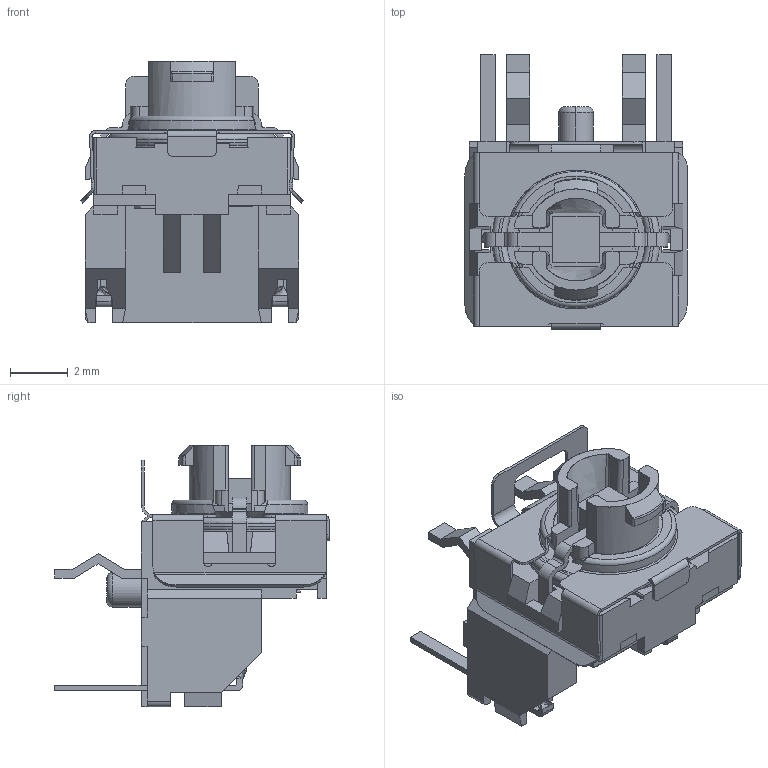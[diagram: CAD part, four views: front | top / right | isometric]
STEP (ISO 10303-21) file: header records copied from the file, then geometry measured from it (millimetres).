
FILE_DESCRIPTION(/* description */ ('TL6215RF200BNN'),/* implementation_level */ '2;1');
FILE_NAME(/* name */ 'TL6215RFxxxxNN.stp',/* time_stamp */ '2025-06-04T12:39:58-05:00',/* author */ ('mroman'),/* organization */ (''),/* preprocessor_version */ 'ST-DEVELOPER v18.1',/* originating_system */ 'Autodesk Inventor 2022',/* authorisation */ '');
FILE_SCHEMA (('AUTOMOTIVE_DESIGN { 1 0 10303 214 3 1 1 }'));
Length unit declared in the file: millimetre
Products named in the file (1): 000006569
Bounding box: 7.69 x 9.5 x 9.05 mm (x, y, z)
Surface area: 855.3 mm2 (no closed solid volume)
Topology: 0 solids, 898 shells, 900 faces, 4549 edges, 4541 vertices
Faces by surface type: plane 650, cylinder 144, bspline 64, torus 33, cone 9
Entity records: 53317 total; most frequent: CARTESIAN_POINT 16819, DIRECTION 6767, ORIENTED_EDGE 4545, EDGE_CURVE 4543, VERTEX_POINT 4541, LINE 3543, VECTOR 3543, AXIS2_PLACEMENT_3D 1612
